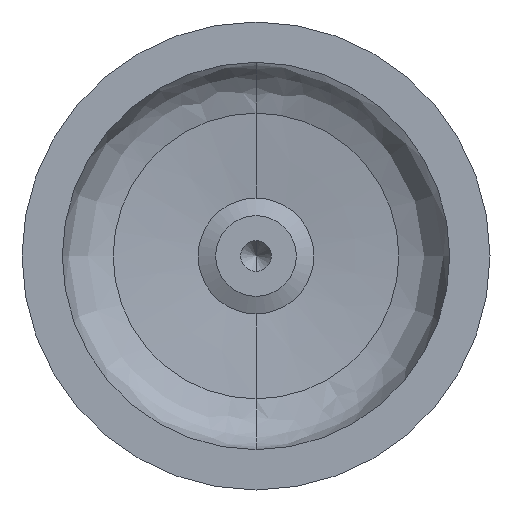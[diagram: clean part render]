
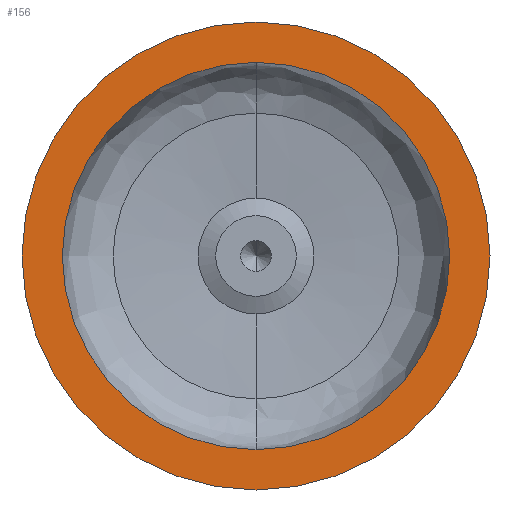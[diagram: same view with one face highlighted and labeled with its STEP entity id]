
A CAD part, front view. The second image highlights one B-rep face of the part: STEP entity #156.
In plain terms, the highlighted planar face has unit normal (0, -1, 0).
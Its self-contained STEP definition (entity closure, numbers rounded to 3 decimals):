
#37 = DIRECTION ( 'NONE',  ( 0., -1., 0. ) ) ;
#65 = PLANE ( 'NONE',  #667 ) ;
#156 = ADVANCED_FACE ( 'NONE', ( #304, #537 ), #65, .T. ) ;
#190 = EDGE_CURVE ( 'NONE', #239, #868, #1929, .T. ) ;
#226 = EDGE_CURVE ( 'NONE', #1218, #1249, #1333, .T. ) ;
#239 = VERTEX_POINT ( 'NONE', #1148 ) ;
#301 = AXIS2_PLACEMENT_3D ( 'NONE', #459, #2074, #2272 ) ;
#304 = FACE_BOUND ( 'NONE', #866, .T. ) ;
#318 = EDGE_CURVE ( 'NONE', #1249, #1218, #447, .T. ) ;
#420 = CARTESIAN_POINT ( 'NONE',  ( 0., 0., 0. ) ) ;
#447 = CIRCLE ( 'NONE', #301, 24. ) ;
#459 = CARTESIAN_POINT ( 'NONE',  ( 0., 0., 0. ) ) ;
#537 = FACE_OUTER_BOUND ( 'NONE', #1592, .T. ) ;
#656 = ORIENTED_EDGE ( 'NONE', *, *, #2232, .F. ) ;
#667 = AXIS2_PLACEMENT_3D ( 'NONE', #2222, #37, #1882 ) ;
#778 = CARTESIAN_POINT ( 'NONE',  ( 0., 0., 0. ) ) ;
#863 = ORIENTED_EDGE ( 'NONE', *, *, #226, .T. ) ;
#866 = EDGE_LOOP ( 'NONE', ( #863, #2318 ) ) ;
#868 = VERTEX_POINT ( 'NONE', #2183 ) ;
#1020 = AXIS2_PLACEMENT_3D ( 'NONE', #420, #2044, #1124 ) ;
#1023 = CIRCLE ( 'NONE', #1343, 29. ) ;
#1032 = CARTESIAN_POINT ( 'NONE',  ( 0., 0., -24. ) ) ;
#1079 = ORIENTED_EDGE ( 'NONE', *, *, #190, .F. ) ;
#1124 = DIRECTION ( 'NONE',  ( 0., 0., 1. ) ) ;
#1137 = DIRECTION ( 'NONE',  ( 0., 1., 0. ) ) ;
#1148 = CARTESIAN_POINT ( 'NONE',  ( 0., 0., 29. ) ) ;
#1218 = VERTEX_POINT ( 'NONE', #1915 ) ;
#1249 = VERTEX_POINT ( 'NONE', #1032 ) ;
#1333 = CIRCLE ( 'NONE', #1020, 24. ) ;
#1343 = AXIS2_PLACEMENT_3D ( 'NONE', #778, #1137, #1493 ) ;
#1493 = DIRECTION ( 'NONE',  ( 0., 0., 1. ) ) ;
#1592 = EDGE_LOOP ( 'NONE', ( #1079, #656 ) ) ;
#1671 = DIRECTION ( 'NONE',  ( 0., 0., 1. ) ) ;
#1735 = AXIS2_PLACEMENT_3D ( 'NONE', #1849, #2068, #1671 ) ;
#1849 = CARTESIAN_POINT ( 'NONE',  ( 0., 0., 0. ) ) ;
#1882 = DIRECTION ( 'NONE',  ( 0., 0., -1. ) ) ;
#1915 = CARTESIAN_POINT ( 'NONE',  ( 0., 0., 24. ) ) ;
#1929 = CIRCLE ( 'NONE', #1735, 29. ) ;
#2044 = DIRECTION ( 'NONE',  ( 0., 1., 0. ) ) ;
#2068 = DIRECTION ( 'NONE',  ( 0., 1., 0. ) ) ;
#2074 = DIRECTION ( 'NONE',  ( 0., 1., 0. ) ) ;
#2183 = CARTESIAN_POINT ( 'NONE',  ( 0., 0., -29. ) ) ;
#2222 = CARTESIAN_POINT ( 'NONE',  ( 0., 0., 26.5 ) ) ;
#2232 = EDGE_CURVE ( 'NONE', #868, #239, #1023, .T. ) ;
#2272 = DIRECTION ( 'NONE',  ( 0., 0., 1. ) ) ;
#2318 = ORIENTED_EDGE ( 'NONE', *, *, #318, .T. ) ;
